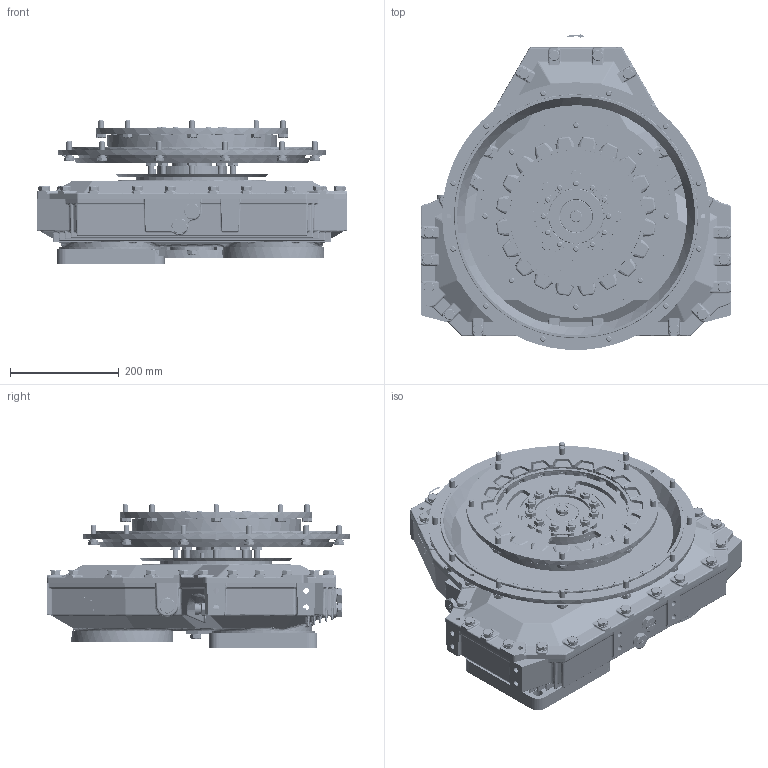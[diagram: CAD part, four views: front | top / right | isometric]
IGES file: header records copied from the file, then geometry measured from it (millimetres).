
Start section: SolidWorks IGES file using analytic representation for surfaces
Global section: file name: 1029023F.IGS; native system: SolidWorks 2015; preprocessor: SolidWorks 2015; author: rossop; date: 161019.131211; units: millimetre
Bounding box: 570 x 580.17 x 262.6 mm (x, y, z)
Surface area: 3056328.2 mm2 (no closed solid volume)
Topology: 0 solids, 0 shells, 8894 faces, 138002 edges, 136494 vertices
Faces by surface type: bspline 5853, revolution 3041
